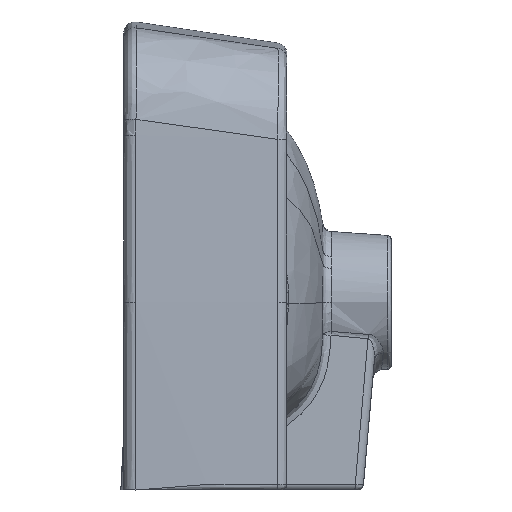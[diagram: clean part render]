
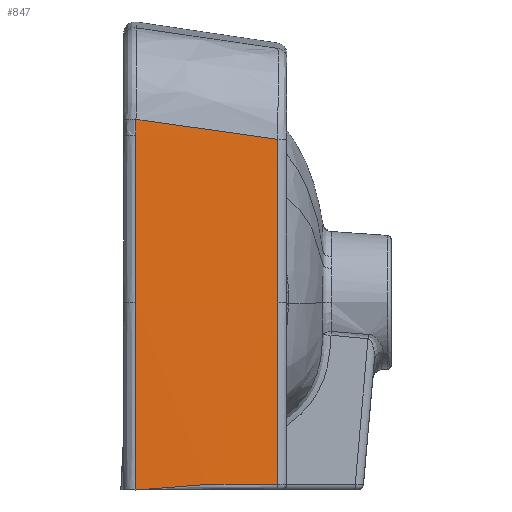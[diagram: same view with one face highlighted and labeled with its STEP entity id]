
A CAD part, left-side view. The second image highlights one B-rep face of the part: STEP entity #847.
In plain terms, the highlighted free-form (B-spline) face has degree [3, 3] with [6, 6] control points.
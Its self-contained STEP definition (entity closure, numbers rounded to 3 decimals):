
#65=(
BOUNDED_CURVE()
B_SPLINE_CURVE(3,(#15565,#15566,#15567,#15568,#15569,#15570,#15571,#15572,
#15573,#15574,#15575,#15576),.UNSPECIFIED.,.F.,.F.)
B_SPLINE_CURVE_WITH_KNOTS((4,2,2,2,2,4),(0.,0.25,0.375,0.438,0.5,1.),
 .UNSPECIFIED.)
CURVE()
GEOMETRIC_REPRESENTATION_ITEM()
RATIONAL_B_SPLINE_CURVE((1.,1.,1.,1.,1.,1.,1.,1.,1.,1.,1.,1.))
REPRESENTATION_ITEM('')
);
#847=ADVANCED_FACE('',(#1215),#976,.T.);
#976=B_SPLINE_SURFACE_WITH_KNOTS('',3,3,((#15587,#15588,#15589,#15590,#15591,
#15592),(#15593,#15594,#15595,#15596,#15597,#15598),(#15599,#15600,#15601,
#15602,#15603,#15604),(#15605,#15606,#15607,#15608,#15609,#15610),(#15611,
#15612,#15613,#15614,#15615,#15616),(#15617,#15618,#15619,#15620,#15621,
#15622)),.UNSPECIFIED.,.F.,.F.,.F.,(4,2,4),(4,2,4),(0.,0.901,
1.),(0.,0.048,1.),.UNSPECIFIED.);
#1215=FACE_OUTER_BOUND('',#1508,.T.);
#1508=EDGE_LOOP('',(#2606,#2607,#2608,#2609,#2610,#2611,#2612));
#2606=ORIENTED_EDGE('',*,*,#4180,.F.);
#2607=ORIENTED_EDGE('',*,*,#4181,.F.);
#2608=ORIENTED_EDGE('',*,*,#4165,.T.);
#2609=ORIENTED_EDGE('',*,*,#4041,.T.);
#2610=ORIENTED_EDGE('',*,*,#4042,.T.);
#2611=ORIENTED_EDGE('',*,*,#4047,.T.);
#2612=ORIENTED_EDGE('',*,*,#4182,.F.);
#3404=VERTEX_POINT('',#11766);
#3420=VERTEX_POINT('',#12193);
#3421=VERTEX_POINT('',#12224);
#3424=VERTEX_POINT('',#12266);
#3495=VERTEX_POINT('',#15371);
#3503=VERTEX_POINT('',#15563);
#3504=VERTEX_POINT('',#15564);
#4041=EDGE_CURVE('',#3420,#3404,#4637,.T.);
#4042=EDGE_CURVE('',#3404,#3421,#4638,.T.);
#4047=EDGE_CURVE('',#3421,#3424,#4642,.T.);
#4165=EDGE_CURVE('',#3495,#3420,#4706,.T.);
#4180=EDGE_CURVE('',#3503,#3504,#4719,.T.);
#4181=EDGE_CURVE('',#3495,#3503,#65,.T.);
#4182=EDGE_CURVE('',#3504,#3424,#4720,.T.);
#4637=B_SPLINE_CURVE_WITH_KNOTS('',3,(#12198,#12199,#12200,#12201,#12202,
#12203,#12204,#12205,#12206,#12207),.UNSPECIFIED.,.F.,.F.,(4,3,3,4),(0.,
0.138,0.69,1.),.UNSPECIFIED.);
#4638=B_SPLINE_CURVE_WITH_KNOTS('',3,(#12220,#12221,#12222,#12223),
 .UNSPECIFIED.,.F.,.F.,(4,4),(0.,1.),.UNSPECIFIED.);
#4642=B_SPLINE_CURVE_WITH_KNOTS('',3,(#12267,#12268,#12269,#12270),
 .UNSPECIFIED.,.F.,.F.,(4,4),(0.,1.),.UNSPECIFIED.);
#4706=B_SPLINE_CURVE_WITH_KNOTS('',3,(#15367,#15368,#15369,#15370),
 .UNSPECIFIED.,.F.,.F.,(4,4),(0.,1.),.UNSPECIFIED.);
#4719=B_SPLINE_CURVE_WITH_KNOTS('',3,(#15559,#15560,#15561,#15562),
 .UNSPECIFIED.,.F.,.F.,(4,4),(0.,1.),.UNSPECIFIED.);
#4720=B_SPLINE_CURVE_WITH_KNOTS('',3,(#15577,#15578,#15579,#15580,#15581,
#15582,#15583,#15584,#15585,#15586),.UNSPECIFIED.,.F.,.F.,(4,3,3,4),(0.,
0.229,0.615,1.),.UNSPECIFIED.);
#11766=CARTESIAN_POINT('',(-239.839,-81.949,186.918));
#12193=CARTESIAN_POINT('',(-240.617,-81.949,100.));
#12198=CARTESIAN_POINT('',(-240.617,-81.949,100.));
#12199=CARTESIAN_POINT('',(-240.617,-81.949,104.));
#12200=CARTESIAN_POINT('',(-240.612,-81.949,108.));
#12201=CARTESIAN_POINT('',(-240.603,-81.949,112.));
#12202=CARTESIAN_POINT('',(-240.565,-81.949,128.));
#12203=CARTESIAN_POINT('',(-240.447,-81.949,144.));
#12204=CARTESIAN_POINT('',(-240.248,-81.949,159.999));
#12205=CARTESIAN_POINT('',(-240.137,-81.949,168.972));
#12206=CARTESIAN_POINT('',(-240.001,-81.949,177.945));
#12207=CARTESIAN_POINT('',(-239.839,-81.949,186.918));
#12220=CARTESIAN_POINT('',(-239.839,-81.949,186.918));
#12221=CARTESIAN_POINT('',(-243.734,-57.113,191.615));
#12222=CARTESIAN_POINT('',(-246.798,-31.933,195.163));
#12223=CARTESIAN_POINT('',(-248.997,-6.565,197.518));
#12224=CARTESIAN_POINT('',(-248.997,-6.565,197.518));
#12266=CARTESIAN_POINT('',(-249.16,-6.563,189.108));
#12267=CARTESIAN_POINT('',(-248.997,-6.565,197.518));
#12268=CARTESIAN_POINT('',(-249.054,-6.562,194.715));
#12269=CARTESIAN_POINT('',(-249.108,-6.563,191.911));
#12270=CARTESIAN_POINT('',(-249.16,-6.563,189.108));
#15367=CARTESIAN_POINT('',(-239.623,-81.949,2.94));
#15368=CARTESIAN_POINT('',(-240.282,-81.949,35.289));
#15369=CARTESIAN_POINT('',(-240.613,-81.949,67.644));
#15370=CARTESIAN_POINT('',(-240.617,-81.949,100.));
#15371=CARTESIAN_POINT('',(-239.623,-81.949,2.94));
#15559=CARTESIAN_POINT('',(-248.924,-6.561,0.));
#15560=CARTESIAN_POINT('',(-249.622,-6.561,33.329));
#15561=CARTESIAN_POINT('',(-249.972,-6.561,66.663));
#15562=CARTESIAN_POINT('',(-249.976,-6.561,99.999));
#15563=CARTESIAN_POINT('',(-248.924,-6.561,0.));
#15564=CARTESIAN_POINT('',(-249.976,-6.561,99.999));
#15565=CARTESIAN_POINT('',(-239.623,-81.949,2.94));
#15566=CARTESIAN_POINT('',(-240.625,-75.699,2.94));
#15567=CARTESIAN_POINT('',(-241.571,-69.437,2.94));
#15568=CARTESIAN_POINT('',(-242.907,-60.034,2.94));
#15569=CARTESIAN_POINT('',(-243.339,-56.898,2.94));
#15570=CARTESIAN_POINT('',(-243.966,-52.191,2.94));
#15571=CARTESIAN_POINT('',(-244.171,-50.621,2.94));
#15572=CARTESIAN_POINT('',(-244.575,-47.481,2.939));
#15573=CARTESIAN_POINT('',(-244.773,-45.911,2.946));
#15574=CARTESIAN_POINT('',(-246.525,-31.774,2.795));
#15575=CARTESIAN_POINT('',(-247.836,-19.176,1.397));
#15576=CARTESIAN_POINT('',(-248.924,-6.561,0.));
#15577=CARTESIAN_POINT('',(-249.976,-6.561,99.999));
#15578=CARTESIAN_POINT('',(-249.977,-6.561,106.814));
#15579=CARTESIAN_POINT('',(-249.963,-6.561,113.628));
#15580=CARTESIAN_POINT('',(-249.935,-6.561,120.442));
#15581=CARTESIAN_POINT('',(-249.887,-6.561,131.887));
#15582=CARTESIAN_POINT('',(-249.799,-6.562,143.332));
#15583=CARTESIAN_POINT('',(-249.67,-6.562,154.776));
#15584=CARTESIAN_POINT('',(-249.541,-6.562,166.22));
#15585=CARTESIAN_POINT('',(-249.371,-6.562,177.664));
#15586=CARTESIAN_POINT('',(-249.16,-6.562,189.108));
#15587=CARTESIAN_POINT('',(-248.724,0.,-32.14));
#15588=CARTESIAN_POINT('',(-248.835,0.,-27.659));
#15589=CARTESIAN_POINT('',(-248.946,0.,-23.177));
#15590=CARTESIAN_POINT('',(-251.282,0.,70.943));
#15591=CARTESIAN_POINT('',(-250.998,0.,160.645));
#15592=CARTESIAN_POINT('',(-248.204,0.,250.269));
#15593=CARTESIAN_POINT('',(-246.323,-29.129,-32.074));
#15594=CARTESIAN_POINT('',(-246.435,-29.129,-27.594));
#15595=CARTESIAN_POINT('',(-246.546,-29.129,-23.115));
#15596=CARTESIAN_POINT('',(-248.881,-29.129,70.958));
#15597=CARTESIAN_POINT('',(-248.596,-29.129,160.615));
#15598=CARTESIAN_POINT('',(-245.804,-29.129,250.194));
#15599=CARTESIAN_POINT('',(-242.745,-58.162,-31.975));
#15600=CARTESIAN_POINT('',(-242.856,-58.162,-27.499));
#15601=CARTESIAN_POINT('',(-242.968,-58.162,-23.023));
#15602=CARTESIAN_POINT('',(-245.3,-58.162,70.981));
#15603=CARTESIAN_POINT('',(-245.017,-58.162,160.571));
#15604=CARTESIAN_POINT('',(-242.227,-58.162,250.083));
#15605=CARTESIAN_POINT('',(-237.463,-90.169,-31.83));
#15606=CARTESIAN_POINT('',(-237.574,-90.169,-27.358));
#15607=CARTESIAN_POINT('',(-237.685,-90.169,-22.887));
#15608=CARTESIAN_POINT('',(-240.015,-90.169,71.015));
#15609=CARTESIAN_POINT('',(-239.733,-90.169,160.506));
#15610=CARTESIAN_POINT('',(-236.945,-90.169,249.918));
#15611=CARTESIAN_POINT('',(-236.94,-93.337,-31.815));
#15612=CARTESIAN_POINT('',(-237.051,-93.337,-27.344));
#15613=CARTESIAN_POINT('',(-237.162,-93.337,-22.873));
#15614=CARTESIAN_POINT('',(-239.492,-93.337,71.018));
#15615=CARTESIAN_POINT('',(-239.209,-93.337,160.5));
#15616=CARTESIAN_POINT('',(-236.422,-93.337,249.902));
#15617=CARTESIAN_POINT('',(-236.417,-96.506,-31.801));
#15618=CARTESIAN_POINT('',(-236.528,-96.506,-27.33));
#15619=CARTESIAN_POINT('',(-236.639,-96.506,-22.86));
#15620=CARTESIAN_POINT('',(-238.968,-96.506,71.022));
#15621=CARTESIAN_POINT('',(-238.686,-96.506,160.493));
#15622=CARTESIAN_POINT('',(-235.899,-96.506,249.885));
